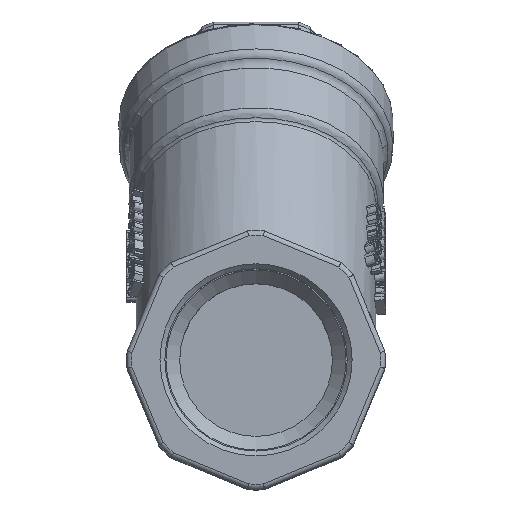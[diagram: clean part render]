
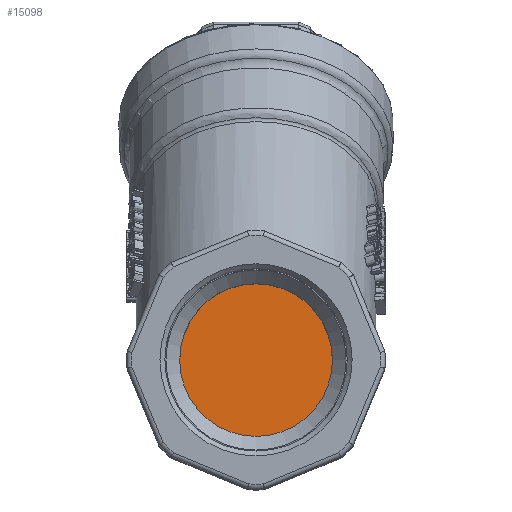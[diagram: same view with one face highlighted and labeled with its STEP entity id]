
A CAD part, top view. The second image highlights one B-rep face of the part: STEP entity #15098.
In plain terms, the highlighted planar face has unit normal (0, 0, 1).
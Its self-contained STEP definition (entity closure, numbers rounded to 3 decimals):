
#3427=PLANE('',#15878);
#4232=FACE_OUTER_BOUND('',#5137,.T.);
#5137=EDGE_LOOP('',(#12892));
#5561=CIRCLE('',#15876,7.8);
#6912=VERTEX_POINT('',#34957);
#8937=EDGE_CURVE('',#6912,#6912,#5561,.T.);
#12892=ORIENTED_EDGE('',*,*,#8937,.T.);
#15098=ADVANCED_FACE('',(#4232),#3427,.T.);
#15876=AXIS2_PLACEMENT_3D('',#34958,#18174,#18175);
#15878=AXIS2_PLACEMENT_3D('',#34960,#18178,#18179);
#18174=DIRECTION('center_axis',(0.,0.,1.));
#18175=DIRECTION('ref_axis',(1.,0.,0.));
#18178=DIRECTION('center_axis',(0.,0.,1.));
#18179=DIRECTION('ref_axis',(1.,0.,0.));
#34957=CARTESIAN_POINT('',(7.8,0.,8.));
#34958=CARTESIAN_POINT('Origin',(0.,0.,8.));
#34960=CARTESIAN_POINT('Origin',(0.,0.,8.));
